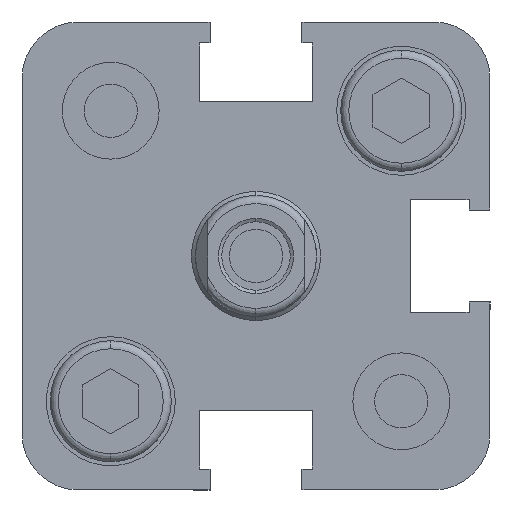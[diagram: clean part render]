
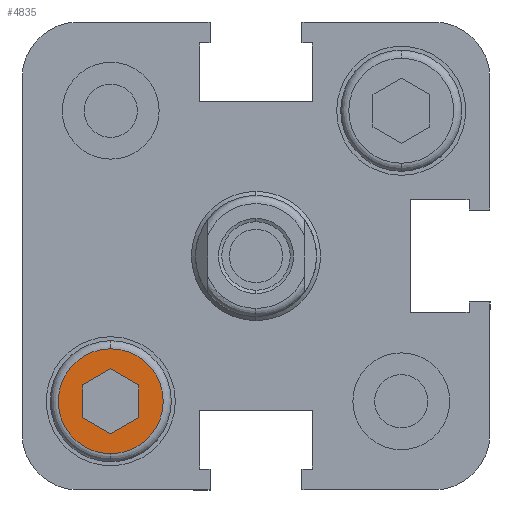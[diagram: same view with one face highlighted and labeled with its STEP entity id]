
A CAD part, left-side view. The second image highlights one B-rep face of the part: STEP entity #4835.
In plain terms, the highlighted planar face has unit normal (-1, 0, 0).
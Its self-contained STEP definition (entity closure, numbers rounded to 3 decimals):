
#169 = CARTESIAN_POINT ( 'NONE',  ( 0.5, 9., -9. ) ) ;
#174 = CARTESIAN_POINT ( 'NONE',  ( 0.5, 10.75, -7.99 ) ) ;
#197 = DIRECTION ( 'NONE',  ( -1., 0., 0. ) ) ;
#198 = DIRECTION ( 'NONE',  ( 0., 0., 1. ) ) ;
#209 = CARTESIAN_POINT ( 'NONE',  ( 0.5, 7.25, -10.01 ) ) ;
#210 = DIRECTION ( 'NONE',  ( 0., 0., 1. ) ) ;
#211 = CARTESIAN_POINT ( 'NONE',  ( 0.5, 9., -6.979 ) ) ;
#212 = DIRECTION ( 'NONE',  ( 0., 0., -1. ) ) ;
#213 = CARTESIAN_POINT ( 'NONE',  ( 0.5, 7.25, -7.99 ) ) ;
#214 = DIRECTION ( 'NONE',  ( 0., 0.866, -0.5 ) ) ;
#215 = CARTESIAN_POINT ( 'NONE',  ( 0.5, 9., -11.021 ) ) ;
#216 = DIRECTION ( 'NONE',  ( 0., 0.866, 0.5 ) ) ;
#217 = CARTESIAN_POINT ( 'NONE',  ( 0.5, 10.75, -10.01 ) ) ;
#218 = DIRECTION ( 'NONE',  ( 0., -0.866, 0.5 ) ) ;
#221 = DIRECTION ( 'NONE',  ( 0., -0.866, -0.5 ) ) ;
#312 = CARTESIAN_POINT ( 'NONE',  ( 0.5, 9., -11.021 ) ) ;
#313 = CARTESIAN_POINT ( 'NONE',  ( 0.5, 7.25, -10.01 ) ) ;
#314 = CARTESIAN_POINT ( 'NONE',  ( 0.5, 7.25, -7.99 ) ) ;
#315 = CARTESIAN_POINT ( 'NONE',  ( 0.5, 9., -6.979 ) ) ;
#316 = CARTESIAN_POINT ( 'NONE',  ( 0.5, 10.75, -10.01 ) ) ;
#317 = CARTESIAN_POINT ( 'NONE',  ( 0.5, 10.75, -7.99 ) ) ;
#436 = CARTESIAN_POINT ( 'NONE',  ( 0.5, 9., -5.75 ) ) ;
#437 = CARTESIAN_POINT ( 'NONE',  ( 0.5, 9., -12.25 ) ) ;
#850 = EDGE_CURVE ( 'NONE', #3300, #3307, #2165, .T. ) ;
#1024 = EDGE_CURVE ( 'NONE', #3307, #3300, #3244, .T. ) ;
#1030 = EDGE_CURVE ( 'NONE', #3113, #3114, #3255, .T. ) ;
#1031 = EDGE_CURVE ( 'NONE', #3117, #3116, #3243, .T. ) ;
#1032 = EDGE_CURVE ( 'NONE', #3115, #3117, #3213, .T. ) ;
#1033 = EDGE_CURVE ( 'NONE', #3114, #3115, #3242, .T. ) ;
#1034 = EDGE_CURVE ( 'NONE', #3112, #3113, #3259, .T. ) ;
#1035 = EDGE_CURVE ( 'NONE', #3116, #3112, #3262, .T. ) ;
#1295 = EDGE_LOOP ( 'NONE', ( #1655, #1656, #1657, #1658, #1659, #1660 ) ) ;
#1311 = EDGE_LOOP ( 'NONE', ( #1653, #1654 ) ) ;
#1653 = ORIENTED_EDGE ( 'NONE', *, *, #850, .T. ) ;
#1654 = ORIENTED_EDGE ( 'NONE', *, *, #1024, .T. ) ;
#1655 = ORIENTED_EDGE ( 'NONE', *, *, #1031, .F. ) ;
#1656 = ORIENTED_EDGE ( 'NONE', *, *, #1032, .F. ) ;
#1657 = ORIENTED_EDGE ( 'NONE', *, *, #1033, .F. ) ;
#1658 = ORIENTED_EDGE ( 'NONE', *, *, #1030, .F. ) ;
#1659 = ORIENTED_EDGE ( 'NONE', *, *, #1034, .F. ) ;
#1660 = ORIENTED_EDGE ( 'NONE', *, *, #1035, .F. ) ;
#2165 = CIRCLE ( 'NONE', #5244, 3.25 ) ;
#2765 = AXIS2_PLACEMENT_3D ( 'NONE', #169, #197, #198 ) ;
#2884 = AXIS2_PLACEMENT_3D ( 'NONE', #4276, #4285, #4286 ) ;
#3112 = VERTEX_POINT ( 'NONE', #312 ) ;
#3113 = VERTEX_POINT ( 'NONE', #313 ) ;
#3114 = VERTEX_POINT ( 'NONE', #314 ) ;
#3115 = VERTEX_POINT ( 'NONE', #315 ) ;
#3116 = VERTEX_POINT ( 'NONE', #316 ) ;
#3117 = VERTEX_POINT ( 'NONE', #317 ) ;
#3213 = LINE ( 'NONE', #211, #3261 ) ;
#3242 = LINE ( 'NONE', #213, #3263 ) ;
#3243 = LINE ( 'NONE', #174, #3258 ) ;
#3244 = CIRCLE ( 'NONE', #2765, 3.25 ) ;
#3255 = LINE ( 'NONE', #209, #3257 ) ;
#3257 = VECTOR ( 'NONE', #210, 1000. ) ;
#3258 = VECTOR ( 'NONE', #212, 1000. ) ;
#3259 = LINE ( 'NONE', #215, #3265 ) ;
#3261 = VECTOR ( 'NONE', #214, 1000. ) ;
#3262 = LINE ( 'NONE', #217, #3267 ) ;
#3263 = VECTOR ( 'NONE', #216, 1000. ) ;
#3265 = VECTOR ( 'NONE', #218, 1000. ) ;
#3267 = VECTOR ( 'NONE', #221, 1000. ) ;
#3300 = VERTEX_POINT ( 'NONE', #436 ) ;
#3307 = VERTEX_POINT ( 'NONE', #437 ) ;
#3625 = FACE_BOUND ( 'NONE', #1295, .T. ) ;
#3681 = FACE_OUTER_BOUND ( 'NONE', #1311, .T. ) ;
#4276 = CARTESIAN_POINT ( 'NONE',  ( 0.5, 9., -9. ) ) ;
#4284 = PLANE ( 'NONE',  #2884 ) ;
#4285 = DIRECTION ( 'NONE',  ( -1., 0., 0. ) ) ;
#4286 = DIRECTION ( 'NONE',  ( 0., 0., 1. ) ) ;
#4835 = ADVANCED_FACE ( 'NONE', ( #3681, #3625 ), #4284, .T. ) ;
#5244 = AXIS2_PLACEMENT_3D ( 'NONE', #5711, #5721, #5722 ) ;
#5711 = CARTESIAN_POINT ( 'NONE',  ( 0.5, 9., -9. ) ) ;
#5721 = DIRECTION ( 'NONE',  ( -1., 0., 0. ) ) ;
#5722 = DIRECTION ( 'NONE',  ( 0., 0., 1. ) ) ;
